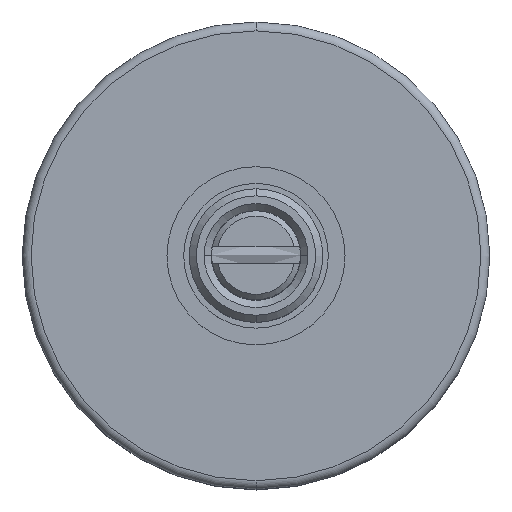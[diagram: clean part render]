
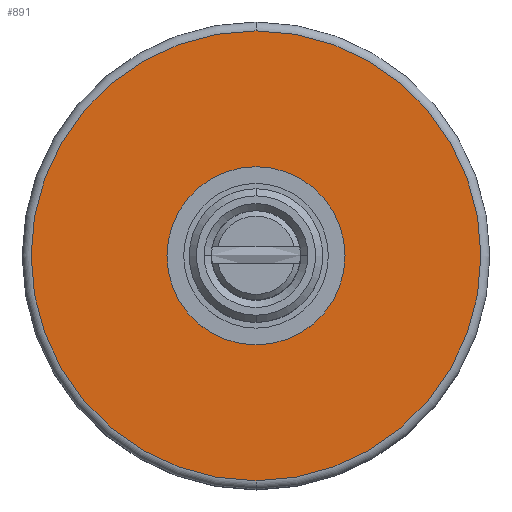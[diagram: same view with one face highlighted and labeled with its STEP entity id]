
A CAD part, top view. The second image highlights one B-rep face of the part: STEP entity #891.
In plain terms, the highlighted planar face has unit normal (0, 0, 1).
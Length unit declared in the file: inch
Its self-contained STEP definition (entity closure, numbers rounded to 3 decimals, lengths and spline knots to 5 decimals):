
#2=CARTESIAN_POINT('',(0.,0.,0.443));
#3=DIRECTION('',(0.,0.,1.));
#4=DIRECTION('',(0.,1.,0.));
#5=AXIS2_PLACEMENT_3D('',#2,#3,#4);
#7=CARTESIAN_POINT('',(0.,0.,0.443));
#8=DIRECTION('',(0.,0.,1.));
#9=DIRECTION('',(0.,-1.,0.));
#10=AXIS2_PLACEMENT_3D('',#7,#8,#9);
#12=CARTESIAN_POINT('',(0.,0.,0.443));
#13=DIRECTION('',(0.,0.,1.));
#14=DIRECTION('',(0.,1.,0.));
#15=AXIS2_PLACEMENT_3D('',#12,#13,#14);
#17=CARTESIAN_POINT('',(0.,0.,0.443));
#18=DIRECTION('',(0.,0.,1.));
#19=DIRECTION('',(0.,-1.,0.));
#20=AXIS2_PLACEMENT_3D('',#17,#18,#19);
#728=CARTESIAN_POINT('',(0.,0.25,0.443));
#729=CARTESIAN_POINT('',(0.,-0.25,0.443));
#730=VERTEX_POINT('',#728);
#731=VERTEX_POINT('',#729);
#762=CARTESIAN_POINT('',(0.,0.63125,0.443));
#763=CARTESIAN_POINT('',(0.,-0.63125,0.443));
#764=VERTEX_POINT('',#762);
#765=VERTEX_POINT('',#763);
#874=CARTESIAN_POINT('',(0.,0.,0.443));
#875=DIRECTION('',(0.,0.,1.));
#876=DIRECTION('',(1.,0.,0.));
#877=AXIS2_PLACEMENT_3D('',#874,#875,#876);
#878=PLANE('',#877);
#880=ORIENTED_EDGE('',*,*,#879,.F.);
#882=ORIENTED_EDGE('',*,*,#881,.F.);
#883=EDGE_LOOP('',(#880,#882));
#884=FACE_OUTER_BOUND('',#883,.F.);
#886=ORIENTED_EDGE('',*,*,#885,.T.);
#888=ORIENTED_EDGE('',*,*,#887,.T.);
#889=EDGE_LOOP('',(#886,#888));
#890=FACE_BOUND('',#889,.F.);
#6=CIRCLE('',#5,0.25);
#11=CIRCLE('',#10,0.25);
#16=CIRCLE('',#15,0.63125);
#21=CIRCLE('',#20,0.63125);
#879=EDGE_CURVE('',#764,#765,#16,.T.);
#881=EDGE_CURVE('',#765,#764,#21,.T.);
#885=EDGE_CURVE('',#730,#731,#6,.T.);
#887=EDGE_CURVE('',#731,#730,#11,.T.);
#891=ADVANCED_FACE('',(#884,#890),#878,.T.);
